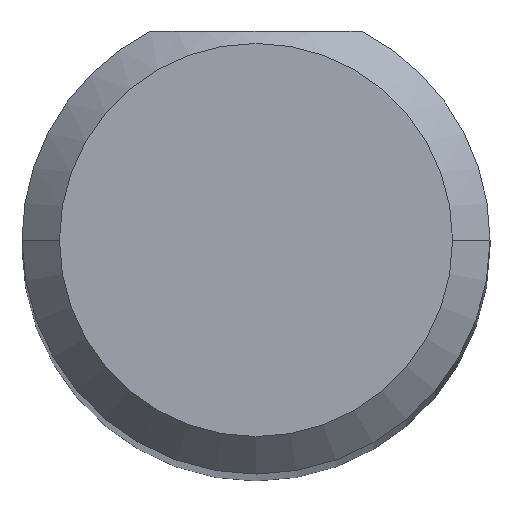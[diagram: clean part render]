
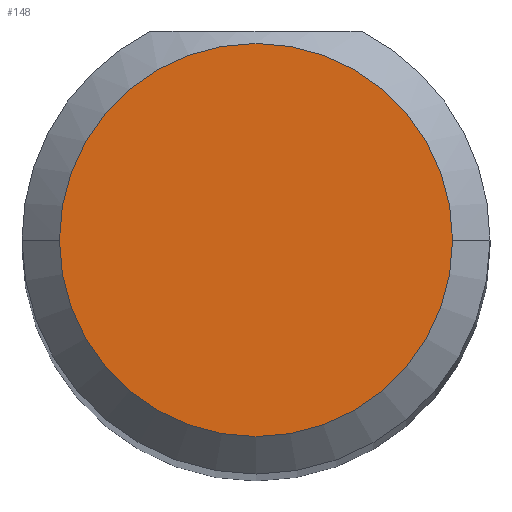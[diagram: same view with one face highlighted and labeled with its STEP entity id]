
A CAD part, top view. The second image highlights one B-rep face of the part: STEP entity #148.
In plain terms, the highlighted planar face has unit normal (0, 0, 1).
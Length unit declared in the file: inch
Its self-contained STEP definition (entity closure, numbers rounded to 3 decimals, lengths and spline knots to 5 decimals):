
#20 = VERTEX_POINT ( 'NONE', #748 ) ;
#40 = AXIS2_PLACEMENT_3D ( 'NONE', #175, #125, #644 ) ;
#125 = DIRECTION ( 'NONE',  ( 0., 0., 1. ) ) ;
#131 = ORIENTED_EDGE ( 'NONE', *, *, #174, .F. ) ;
#144 = ORIENTED_EDGE ( 'NONE', *, *, #169, .F. ) ;
#148 = ADVANCED_FACE ( 'NONE', ( #459 ), #400, .T. ) ;
#169 = EDGE_CURVE ( 'NONE', #253, #20, #222, .T. ) ;
#174 = EDGE_CURVE ( 'NONE', #20, #253, #576, .T. ) ;
#175 = CARTESIAN_POINT ( 'NONE',  ( 0.375, 0., 2. ) ) ;
#222 = CIRCLE ( 'NONE', #706, 0.07875 ) ;
#252 = DIRECTION ( 'NONE',  ( -1., 0., 0. ) ) ;
#253 = VERTEX_POINT ( 'NONE', #367 ) ;
#294 = DIRECTION ( 'NONE',  ( 0., 0., -1. ) ) ;
#315 = AXIS2_PLACEMENT_3D ( 'NONE', #584, #294, #464 ) ;
#349 = EDGE_LOOP ( 'NONE', ( #144, #131 ) ) ;
#367 = CARTESIAN_POINT ( 'NONE',  ( 0.45375, 0., 2. ) ) ;
#400 = PLANE ( 'NONE',  #40 ) ;
#459 = FACE_OUTER_BOUND ( 'NONE', #349, .T. ) ;
#464 = DIRECTION ( 'NONE',  ( -1., 0., 0. ) ) ;
#530 = DIRECTION ( 'NONE',  ( 0., 0., -1. ) ) ;
#537 = CARTESIAN_POINT ( 'NONE',  ( 0.375, 0., 2. ) ) ;
#576 = CIRCLE ( 'NONE', #315, 0.07875 ) ;
#584 = CARTESIAN_POINT ( 'NONE',  ( 0.375, 0., 2. ) ) ;
#644 = DIRECTION ( 'NONE',  ( -1., 0., 0. ) ) ;
#706 = AXIS2_PLACEMENT_3D ( 'NONE', #537, #530, #252 ) ;
#748 = CARTESIAN_POINT ( 'NONE',  ( 0.29625, 0., 2. ) ) ;
